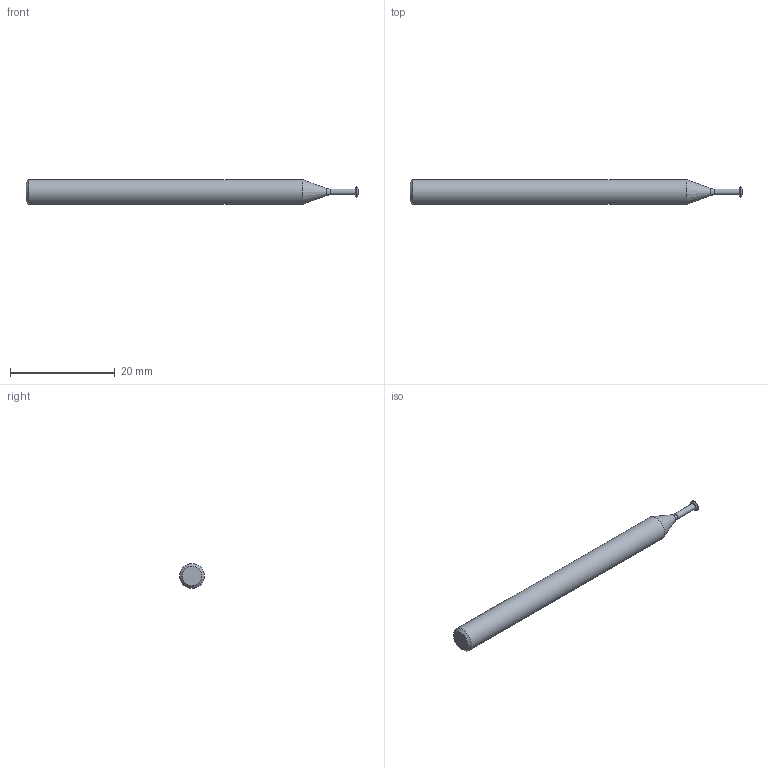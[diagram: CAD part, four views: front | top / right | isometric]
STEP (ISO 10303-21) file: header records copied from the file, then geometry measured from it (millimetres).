
FILE_DESCRIPTION(/* description */ (''),/* implementation_level */ '2;1');
FILE_NAME(/* name */ '1310-.080-1-BR.step',/* time_stamp */ '2025-11-21T09:50:01-06:00',/* author */ (''),/* organization */ (''),/* preprocessor_version */ 'ST-DEVELOPER v20.1',/* originating_system */ 'Autodesk Translation Framework v14.21.0.0',/* authorisation */ '');
FILE_SCHEMA (('AUTOMOTIVE_DESIGN { 1 0 10303 214 3 1 1 }'));
Length unit declared in the file: inch
Products named in the file (1): 1310-.080-1-BR
Bounding box: 63.5 x 4.76 x 4.76 mm (x, y, z)
Volume: 983.9 mm3; surface area: 877.3 mm2
Topology: 1 solids, 1 shells, 10 faces, 19 edges, 11 vertices
Faces by surface type: cone 4, cylinder 3, plane 2, torus 1
Full cylindrical faces by diameter (mm): 1.14 x1, 2.032 x1, 4.762 x1
Entity records: 290 total; most frequent: DIRECTION 53, CARTESIAN_POINT 41, ORIENTED_EDGE 38, AXIS2_PLACEMENT_3D 23, EDGE_CURVE 19, CIRCLE 12, VERTEX_POINT 11, FACE_OUTER_BOUND 10
